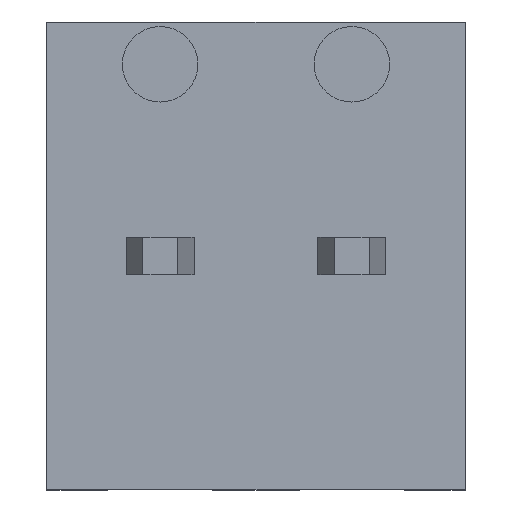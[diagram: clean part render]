
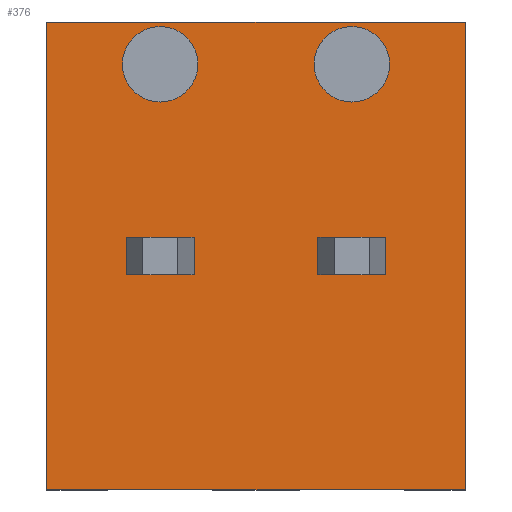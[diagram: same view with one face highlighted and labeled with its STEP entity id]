
A CAD part, front view. The second image highlights one B-rep face of the part: STEP entity #376.
In plain terms, the highlighted planar face has unit normal (0, -1, 0).
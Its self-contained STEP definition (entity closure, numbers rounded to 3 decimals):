
#19 = VERTEX_POINT ( 'NONE', #2300 ) ;
#68 = DIRECTION ( 'NONE',  ( 1., 0., 0. ) ) ;
#83 = VERTEX_POINT ( 'NONE', #3650 ) ;
#90 = ORIENTED_EDGE ( 'NONE', *, *, #939, .F. ) ;
#129 = VECTOR ( 'NONE', #3672, 1000. ) ;
#278 = EDGE_CURVE ( 'NONE', #19, #937, #4317, .T. ) ;
#376 = ADVANCED_FACE ( 'NONE', ( #2939, #2909, #1508 ), #1110, .T. ) ;
#564 = CARTESIAN_POINT ( 'NONE',  ( -2.77, 0., -3.1 ) ) ;
#577 = EDGE_CURVE ( 'NONE', #1031, #1992, #3006, .T. ) ;
#690 = DIRECTION ( 'NONE',  ( 0., 0., -1. ) ) ;
#737 = CARTESIAN_POINT ( 'NONE',  ( 0., 0., 0. ) ) ;
#755 = VERTEX_POINT ( 'NONE', #1142 ) ;
#771 = DIRECTION ( 'NONE',  ( 0., -1., 0. ) ) ;
#794 = EDGE_LOOP ( 'NONE', ( #1584, #3039, #1575, #90 ) ) ;
#937 = VERTEX_POINT ( 'NONE', #2457 ) ;
#939 = EDGE_CURVE ( 'NONE', #1992, #2591, #4079, .T. ) ;
#1031 = VERTEX_POINT ( 'NONE', #3713 ) ;
#1110 = PLANE ( 'NONE',  #3242 ) ;
#1141 = CARTESIAN_POINT ( 'NONE',  ( -1.27, 0., 2.54 ) ) ;
#1142 = CARTESIAN_POINT ( 'NONE',  ( -2.77, 0., 3.1 ) ) ;
#1167 = DIRECTION ( 'NONE',  ( 0., -1., 0. ) ) ;
#1283 = CARTESIAN_POINT ( 'NONE',  ( -2.77, 0., -3.1 ) ) ;
#1355 = EDGE_LOOP ( 'NONE', ( #3624, #2808 ) ) ;
#1508 = FACE_OUTER_BOUND ( 'NONE', #794, .T. ) ;
#1575 = ORIENTED_EDGE ( 'NONE', *, *, #2864, .F. ) ;
#1584 = ORIENTED_EDGE ( 'NONE', *, *, #577, .F. ) ;
#1588 = DIRECTION ( 'NONE',  ( 0., 0., 1. ) ) ;
#1631 = DIRECTION ( 'NONE',  ( 0., -1., 0. ) ) ;
#1706 = VECTOR ( 'NONE', #68, 1000. ) ;
#1769 = CARTESIAN_POINT ( 'NONE',  ( -1.27, 0., 2.54 ) ) ;
#1823 = DIRECTION ( 'NONE',  ( -1., 0., 0. ) ) ;
#1837 = DIRECTION ( 'NONE',  ( 0., -1., 0. ) ) ;
#1924 = CIRCLE ( 'NONE', #4281, 0.5 ) ;
#1992 = VERTEX_POINT ( 'NONE', #3885 ) ;
#1997 = CARTESIAN_POINT ( 'NONE',  ( 0.77, 0., 2.54 ) ) ;
#2031 = AXIS2_PLACEMENT_3D ( 'NONE', #1141, #1167, #3193 ) ;
#2144 = ORIENTED_EDGE ( 'NONE', *, *, #2290, .F. ) ;
#2174 = EDGE_CURVE ( 'NONE', #755, #1031, #3268, .T. ) ;
#2226 = LINE ( 'NONE', #2295, #2304 ) ;
#2290 = EDGE_CURVE ( 'NONE', #4356, #83, #3404, .T. ) ;
#2295 = CARTESIAN_POINT ( 'NONE',  ( -2.77, 0., 3.1 ) ) ;
#2300 = CARTESIAN_POINT ( 'NONE',  ( -1.77, 0., 2.54 ) ) ;
#2304 = VECTOR ( 'NONE', #1588, 1000. ) ;
#2437 = CIRCLE ( 'NONE', #2031, 0.5 ) ;
#2457 = CARTESIAN_POINT ( 'NONE',  ( -0.77, 0., 2.54 ) ) ;
#2495 = EDGE_CURVE ( 'NONE', #83, #4356, #1924, .T. ) ;
#2496 = CARTESIAN_POINT ( 'NONE',  ( -2.77, 0., 3.1 ) ) ;
#2591 = VERTEX_POINT ( 'NONE', #1283 ) ;
#2786 = CARTESIAN_POINT ( 'NONE',  ( 1.27, 0., 2.54 ) ) ;
#2808 = ORIENTED_EDGE ( 'NONE', *, *, #3209, .F. ) ;
#2864 = EDGE_CURVE ( 'NONE', #2591, #755, #2226, .T. ) ;
#2909 = FACE_BOUND ( 'NONE', #1355, .T. ) ;
#2939 = FACE_BOUND ( 'NONE', #4175, .T. ) ;
#2998 = AXIS2_PLACEMENT_3D ( 'NONE', #1769, #3712, #3056 ) ;
#3006 = LINE ( 'NONE', #4086, #129 ) ;
#3039 = ORIENTED_EDGE ( 'NONE', *, *, #2174, .F. ) ;
#3056 = DIRECTION ( 'NONE',  ( 0., 0., -1. ) ) ;
#3106 = ORIENTED_EDGE ( 'NONE', *, *, #2495, .F. ) ;
#3193 = DIRECTION ( 'NONE',  ( 0., 0., -1. ) ) ;
#3209 = EDGE_CURVE ( 'NONE', #937, #19, #2437, .T. ) ;
#3242 = AXIS2_PLACEMENT_3D ( 'NONE', #737, #1837, #690 ) ;
#3268 = LINE ( 'NONE', #2496, #1706 ) ;
#3404 = CIRCLE ( 'NONE', #3461, 0.5 ) ;
#3461 = AXIS2_PLACEMENT_3D ( 'NONE', #4275, #1631, #3947 ) ;
#3624 = ORIENTED_EDGE ( 'NONE', *, *, #278, .F. ) ;
#3650 = CARTESIAN_POINT ( 'NONE',  ( 1.77, 0., 2.54 ) ) ;
#3672 = DIRECTION ( 'NONE',  ( 0., 0., -1. ) ) ;
#3712 = DIRECTION ( 'NONE',  ( 0., -1., 0. ) ) ;
#3713 = CARTESIAN_POINT ( 'NONE',  ( 2.77, 0., 3.1 ) ) ;
#3885 = CARTESIAN_POINT ( 'NONE',  ( 2.77, 0., -3.1 ) ) ;
#3947 = DIRECTION ( 'NONE',  ( 0., 0., -1. ) ) ;
#3965 = VECTOR ( 'NONE', #1823, 1000. ) ;
#4079 = LINE ( 'NONE', #564, #3965 ) ;
#4086 = CARTESIAN_POINT ( 'NONE',  ( 2.77, 0., 3.1 ) ) ;
#4175 = EDGE_LOOP ( 'NONE', ( #2144, #3106 ) ) ;
#4197 = DIRECTION ( 'NONE',  ( 0., 0., -1. ) ) ;
#4275 = CARTESIAN_POINT ( 'NONE',  ( 1.27, 0., 2.54 ) ) ;
#4281 = AXIS2_PLACEMENT_3D ( 'NONE', #2786, #771, #4197 ) ;
#4317 = CIRCLE ( 'NONE', #2998, 0.5 ) ;
#4356 = VERTEX_POINT ( 'NONE', #1997 ) ;
